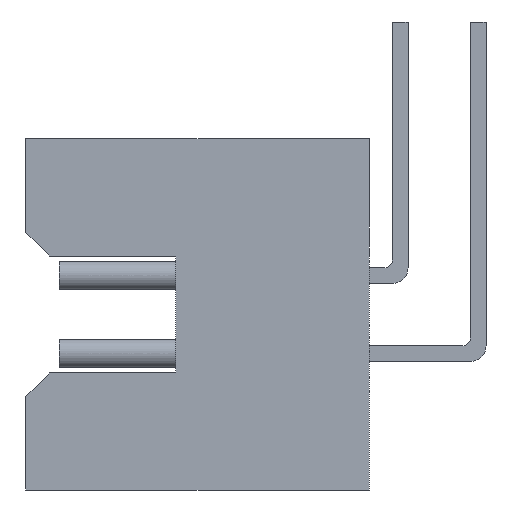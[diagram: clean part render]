
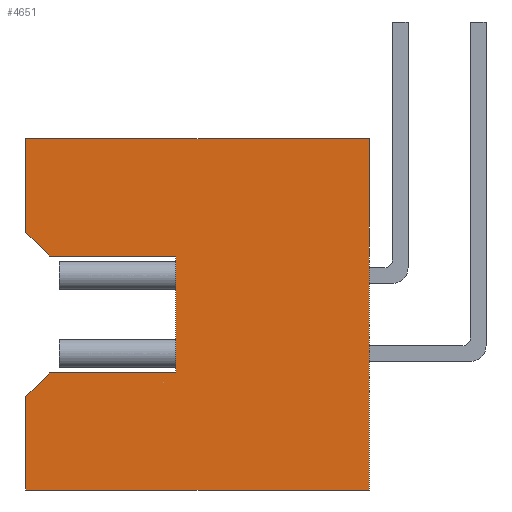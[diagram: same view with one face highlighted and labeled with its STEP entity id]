
A CAD part, left-side view. The second image highlights one B-rep face of the part: STEP entity #4651.
In plain terms, the highlighted planar face has unit normal (-1, 0, 0).
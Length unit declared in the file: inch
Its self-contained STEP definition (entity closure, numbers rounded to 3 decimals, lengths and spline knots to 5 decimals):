
#1303=ORIENTED_EDGE('',*,*,#2037,.T.);
#1304=ORIENTED_EDGE('',*,*,#2013,.T.);
#1305=ORIENTED_EDGE('',*,*,#2038,.F.);
#1306=ORIENTED_EDGE('',*,*,#2011,.F.);
#1307=ORIENTED_EDGE('',*,*,#2039,.T.);
#1308=ORIENTED_EDGE('',*,*,#2024,.F.);
#1309=ORIENTED_EDGE('',*,*,#2040,.T.);
#1310=ORIENTED_EDGE('',*,*,#2041,.T.);
#1311=ORIENTED_EDGE('',*,*,#2042,.F.);
#1312=ORIENTED_EDGE('',*,*,#2034,.F.);
#2011=EDGE_CURVE('',#2480,#2481,#2957,.T.);
#2013=EDGE_CURVE('',#2482,#2483,#2959,.T.);
#2024=EDGE_CURVE('',#2493,#2494,#2970,.T.);
#2034=EDGE_CURVE('',#2503,#2504,#2980,.T.);
#2037=EDGE_CURVE('',#2503,#2482,#2983,.T.);
#2038=EDGE_CURVE('',#2481,#2483,#2984,.T.);
#2039=EDGE_CURVE('',#2480,#2494,#2985,.T.);
#2040=EDGE_CURVE('',#2493,#2506,#2986,.T.);
#2041=EDGE_CURVE('',#2506,#2507,#2987,.T.);
#2042=EDGE_CURVE('',#2504,#2507,#2988,.T.);
#2480=VERTEX_POINT('',#7517);
#2481=VERTEX_POINT('',#7519);
#2482=VERTEX_POINT('',#7523);
#2483=VERTEX_POINT('',#7524);
#2493=VERTEX_POINT('',#7545);
#2494=VERTEX_POINT('',#7547);
#2503=VERTEX_POINT('',#7566);
#2504=VERTEX_POINT('',#7568);
#2506=VERTEX_POINT('',#7577);
#2507=VERTEX_POINT('',#7579);
#2957=LINE('',#7518,#3470);
#2959=LINE('',#7522,#3472);
#2970=LINE('',#7546,#3483);
#2980=LINE('',#7567,#3493);
#2983=LINE('',#7573,#3496);
#2984=LINE('',#7574,#3497);
#2985=LINE('',#7575,#3498);
#2986=LINE('',#7576,#3499);
#2987=LINE('',#7578,#3500);
#2988=LINE('',#7580,#3501);
#3470=VECTOR('',#6209,39.37008);
#3472=VECTOR('',#6213,39.37008);
#3483=VECTOR('',#6226,39.37008);
#3493=VECTOR('',#6238,39.37008);
#3496=VECTOR('',#6243,39.37008);
#3497=VECTOR('',#6244,39.37008);
#3498=VECTOR('',#6245,39.37008);
#3499=VECTOR('',#6246,39.37008);
#3500=VECTOR('',#6247,39.37008);
#3501=VECTOR('',#6248,39.37008);
#3859=EDGE_LOOP('',(#1303,#1304,#1305,#1306,#1307,#1308,#1309,#1310,#1311,
#1312));
#4183=FACE_BOUND('',#3859,.T.);
#4387=PLANE('',#5062);
#4651=ADVANCED_FACE('',(#4183),#4387,.F.);
#5062=AXIS2_PLACEMENT_3D('',#7572,#6241,#6242);
#6209=DIRECTION('',(0.,-1.,0.));
#6213=DIRECTION('',(0.,-1.,0.));
#6226=DIRECTION('',(0.,0.,1.));
#6238=DIRECTION('',(0.,0.,1.));
#6241=DIRECTION('',(1.,0.,0.));
#6242=DIRECTION('',(0.,0.,-1.));
#6243=DIRECTION('',(0.,-0.707,-0.707));
#6244=DIRECTION('',(0.,0.,1.));
#6245=DIRECTION('',(0.,0.707,-0.707));
#6246=DIRECTION('',(0.,-1.,0.));
#6247=DIRECTION('',(0.,0.,1.));
#6248=DIRECTION('',(0.,-1.,0.));
#7517=CARTESIAN_POINT('',(-0.3125,0.205,-0.0375));
#7518=CARTESIAN_POINT('',(-0.3125,0.316,-0.0375));
#7519=CARTESIAN_POINT('',(-0.3125,0.124,-0.0375));
#7522=CARTESIAN_POINT('',(-0.3125,0.316,0.0375));
#7523=CARTESIAN_POINT('',(-0.3125,0.205,0.0375));
#7524=CARTESIAN_POINT('',(-0.3125,0.124,0.0375));
#7545=CARTESIAN_POINT('',(-0.3125,0.22,-0.1125));
#7546=CARTESIAN_POINT('',(-0.3125,0.22,-0.1125));
#7547=CARTESIAN_POINT('',(-0.3125,0.22,-0.0525));
#7566=CARTESIAN_POINT('',(-0.3125,0.22,0.0525));
#7567=CARTESIAN_POINT('',(-0.3125,0.22,-0.1125));
#7568=CARTESIAN_POINT('',(-0.3125,0.22,0.1125));
#7572=CARTESIAN_POINT('',(-0.3125,0.22,-0.1125));
#7573=CARTESIAN_POINT('',(-0.3125,0.22,0.0525));
#7574=CARTESIAN_POINT('',(-0.3125,0.124,-0.0375));
#7575=CARTESIAN_POINT('',(-0.3125,0.205,-0.0375));
#7576=CARTESIAN_POINT('',(-0.3125,0.22,-0.1125));
#7577=CARTESIAN_POINT('',(-0.3125,0.,-0.1125));
#7578=CARTESIAN_POINT('',(-0.3125,0.,-0.1125));
#7579=CARTESIAN_POINT('',(-0.3125,0.,0.1125));
#7580=CARTESIAN_POINT('',(-0.3125,0.22,0.1125));
